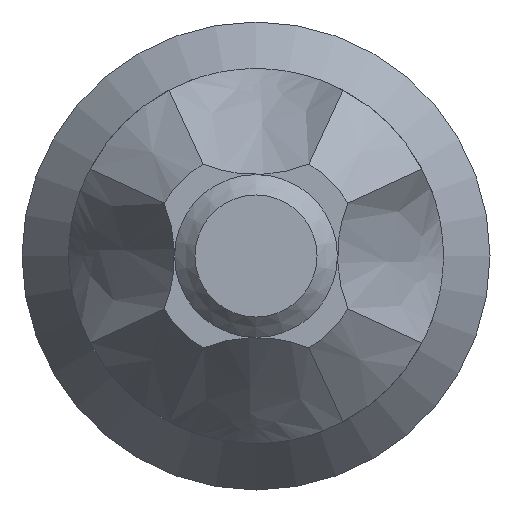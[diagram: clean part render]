
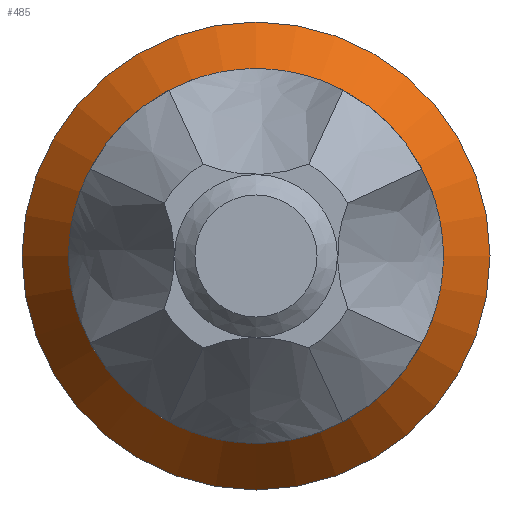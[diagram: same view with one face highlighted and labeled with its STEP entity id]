
A CAD part, front view. The second image highlights one B-rep face of the part: STEP entity #485.
In plain terms, the highlighted conical face has half-angle 35 degrees and reference radius 20.706 mm.
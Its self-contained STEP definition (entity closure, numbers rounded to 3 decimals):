
#48=CONICAL_SURFACE('',#581,20.706,0.611);
#95=FACE_BOUND('',#202,.T.);
#134=FACE_OUTER_BOUND('',#201,.T.);
#201=EDGE_LOOP('',(#442));
#202=EDGE_LOOP('',(#443));
#235=CIRCLE('',#570,23.);
#239=CIRCLE('',#579,18.411);
#280=VERTEX_POINT('',#977);
#284=VERTEX_POINT('',#1028);
#331=EDGE_CURVE('',#280,#280,#235,.T.);
#337=EDGE_CURVE('',#284,#284,#239,.T.);
#442=ORIENTED_EDGE('',*,*,#337,.T.);
#443=ORIENTED_EDGE('',*,*,#331,.F.);
#485=ADVANCED_FACE('',(#134,#95),#48,.T.);
#570=AXIS2_PLACEMENT_3D('',#978,#712,#713);
#579=AXIS2_PLACEMENT_3D('',#1029,#730,#731);
#581=AXIS2_PLACEMENT_3D('',#1031,#734,#735);
#712=DIRECTION('center_axis',(0.,1.,0.));
#713=DIRECTION('ref_axis',(1.,0.,0.));
#730=DIRECTION('center_axis',(0.,1.,0.));
#731=DIRECTION('ref_axis',(1.,0.,0.));
#734=DIRECTION('center_axis',(0.,1.,0.));
#735=DIRECTION('ref_axis',(0.,0.,1.));
#977=CARTESIAN_POINT('',(0.,-5.,23.));
#978=CARTESIAN_POINT('Origin',(0.,-5.,0.));
#1028=CARTESIAN_POINT('',(0.,-11.553,18.411));
#1029=CARTESIAN_POINT('Origin',(0.,-11.553,0.));
#1031=CARTESIAN_POINT('Origin',(0.,-8.277,0.));
